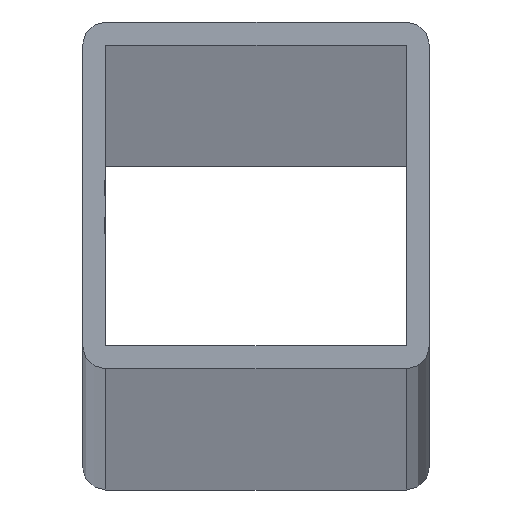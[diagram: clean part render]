
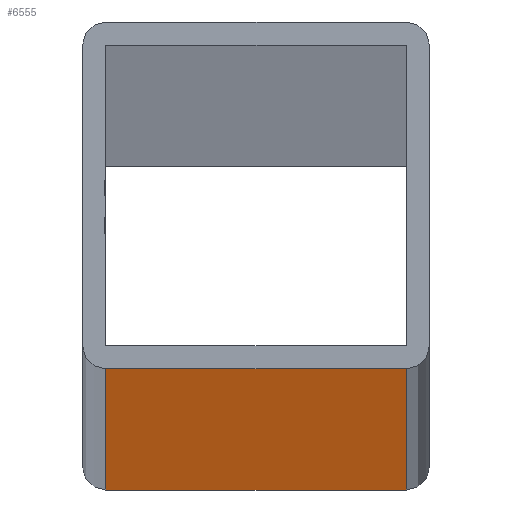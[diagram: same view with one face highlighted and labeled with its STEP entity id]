
A CAD part, top view. The second image highlights one B-rep face of the part: STEP entity #6555.
In plain terms, the highlighted planar face has unit normal (0, -1, 0).
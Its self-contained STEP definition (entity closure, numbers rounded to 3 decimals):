
#1328 = VERTEX_POINT ( 'NONE', #1581 ) ;
#1581 = CARTESIAN_POINT ( 'NONE',  ( 13., -15., 3000. ) ) ;
#1864 = EDGE_LOOP ( 'NONE', ( #3521, #8771, #5976, #3191 ) ) ;
#1901 = VECTOR ( 'NONE', #3837, 1000. ) ;
#2028 = EDGE_CURVE ( 'NONE', #9700, #1328, #2378, .T. ) ;
#2347 = PLANE ( 'NONE',  #4238 ) ;
#2378 = LINE ( 'NONE', #11782, #7642 ) ;
#2725 = LINE ( 'NONE', #12540, #10799 ) ;
#3191 = ORIENTED_EDGE ( 'NONE', *, *, #8365, .T. ) ;
#3214 = FACE_OUTER_BOUND ( 'NONE', #1864, .T. ) ;
#3521 = ORIENTED_EDGE ( 'NONE', *, *, #9254, .T. ) ;
#3837 = DIRECTION ( 'NONE',  ( 0., 0., 1. ) ) ;
#4138 = CARTESIAN_POINT ( 'NONE',  ( -13., -15., 3000. ) ) ;
#4238 = AXIS2_PLACEMENT_3D ( 'NONE', #11814, #5505, #12866 ) ;
#4590 = VECTOR ( 'NONE', #9546, 1000. ) ;
#4708 = LINE ( 'NONE', #9053, #1901 ) ;
#4826 = CARTESIAN_POINT ( 'NONE',  ( -13., -15., -3000. ) ) ;
#5505 = DIRECTION ( 'NONE',  ( 0., 1., 0. ) ) ;
#5766 = EDGE_CURVE ( 'NONE', #11739, #1328, #4708, .T. ) ;
#5976 = ORIENTED_EDGE ( 'NONE', *, *, #2028, .F. ) ;
#6270 = DIRECTION ( 'NONE',  ( 0., 0., -1. ) ) ;
#6555 = ADVANCED_FACE ( 'NONE', ( #3214 ), #2347, .F. ) ;
#7642 = VECTOR ( 'NONE', #11738, 1000. ) ;
#8365 = EDGE_CURVE ( 'NONE', #9700, #9541, #2725, .T. ) ;
#8771 = ORIENTED_EDGE ( 'NONE', *, *, #5766, .T. ) ;
#9053 = CARTESIAN_POINT ( 'NONE',  ( 13., -15., 3000. ) ) ;
#9254 = EDGE_CURVE ( 'NONE', #9541, #11739, #13287, .T. ) ;
#9541 = VERTEX_POINT ( 'NONE', #4826 ) ;
#9546 = DIRECTION ( 'NONE',  ( 1., 0., 0. ) ) ;
#9700 = VERTEX_POINT ( 'NONE', #4138 ) ;
#9959 = CARTESIAN_POINT ( 'NONE',  ( 13., -15., -3000. ) ) ;
#10799 = VECTOR ( 'NONE', #6270, 1000. ) ;
#11738 = DIRECTION ( 'NONE',  ( 1., 0., 0. ) ) ;
#11739 = VERTEX_POINT ( 'NONE', #9959 ) ;
#11782 = CARTESIAN_POINT ( 'NONE',  ( -15., -15., 3000. ) ) ;
#11814 = CARTESIAN_POINT ( 'NONE',  ( -15., -15., 3000. ) ) ;
#12540 = CARTESIAN_POINT ( 'NONE',  ( -13., -15., 3000. ) ) ;
#12683 = CARTESIAN_POINT ( 'NONE',  ( -15., -15., -3000. ) ) ;
#12866 = DIRECTION ( 'NONE',  ( 0., 0., 1. ) ) ;
#13287 = LINE ( 'NONE', #12683, #4590 ) ;
